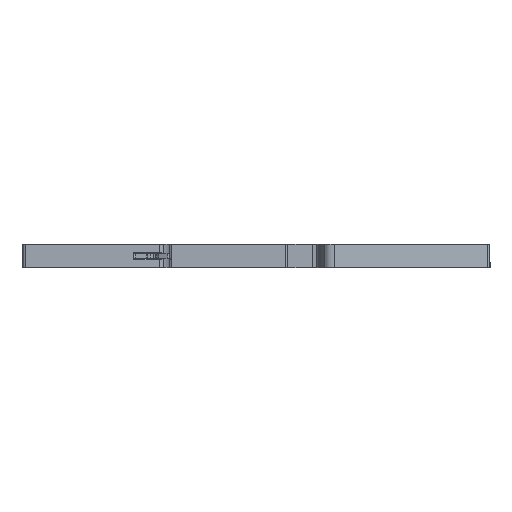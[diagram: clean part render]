
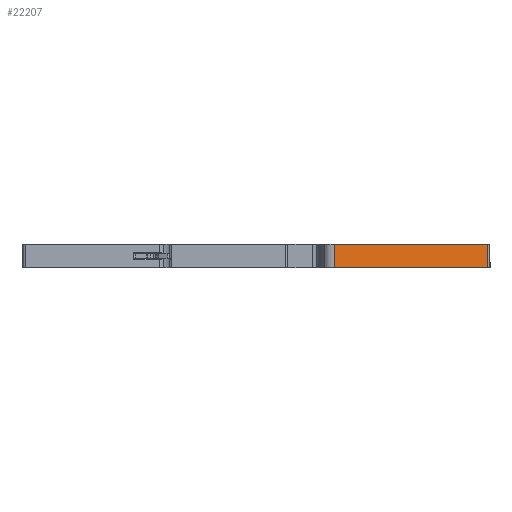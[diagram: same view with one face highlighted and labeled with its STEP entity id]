
A CAD part, front view. The second image highlights one B-rep face of the part: STEP entity #22207.
In plain terms, the highlighted planar face has unit normal (0.247, -0.969, 0).
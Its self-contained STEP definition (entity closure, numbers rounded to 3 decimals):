
#7410=CARTESIAN_POINT('',(175.375,-53.188,-101.162));
#7411=VERTEX_POINT('',#7410);
#7419=CARTESIAN_POINT('',(209.041,-44.597,-101.162));
#7420=VERTEX_POINT('',#7419);
#7421=CARTESIAN_POINT('',(209.041,-44.597,-101.162));
#7422=DIRECTION('',(-0.969,-0.247,0.));
#7423=VECTOR('',#7422,34.745);
#7424=LINE('',#7421,#7423);
#7425=EDGE_CURVE('',#7420,#7411,#7424,.T.);
#11240=CARTESIAN_POINT('',(209.041,-44.597,-106.312));
#11241=VERTEX_POINT('',#11240);
#11249=CARTESIAN_POINT('',(175.375,-53.188,-106.312));
#11250=VERTEX_POINT('',#11249);
#11251=CARTESIAN_POINT('',(209.041,-44.597,-106.312));
#11252=DIRECTION('',(-0.969,-0.247,0.));
#11253=VECTOR('',#11252,34.745);
#11254=LINE('',#11251,#11253);
#11255=EDGE_CURVE('',#11241,#11250,#11254,.T.);
#18894=CARTESIAN_POINT('',(209.041,-44.597,-101.162));
#18895=DIRECTION('',(0.,0.,-1.));
#18896=VECTOR('',#18895,5.15);
#18897=LINE('',#18894,#18896);
#18898=EDGE_CURVE('',#7420,#11241,#18897,.T.);
#22191=CARTESIAN_POINT('',(192.208,-48.893,-103.737));
#22192=DIRECTION('',(0.969,0.247,0.));
#22193=DIRECTION('',(-0.247,0.969,0.));
#22194=AXIS2_PLACEMENT_3D('',#22191,#22193,#22192);
#22195=PLANE('',#22194);
#22196=CARTESIAN_POINT('',(175.375,-53.188,-106.312));
#22197=DIRECTION('',(0.,0.,1.));
#22198=VECTOR('',#22197,5.15);
#22199=LINE('',#22196,#22198);
#22200=EDGE_CURVE('',#11250,#7411,#22199,.T.);
#22201=ORIENTED_EDGE('E737',*,*,#22200,.T.);
#22202=ORIENTED_EDGE('E737',*,*,#7425,.F.);
#22203=ORIENTED_EDGE('E737',*,*,#18898,.T.);
#22204=ORIENTED_EDGE('E737',*,*,#11255,.T.);
#22205=EDGE_LOOP('',(#22201,#22202,#22203,#22204));
#22206=FACE_OUTER_BOUND('',#22205,.F.);
#22207=ADVANCED_FACE('F503',(#22206),#22195,.F.);
